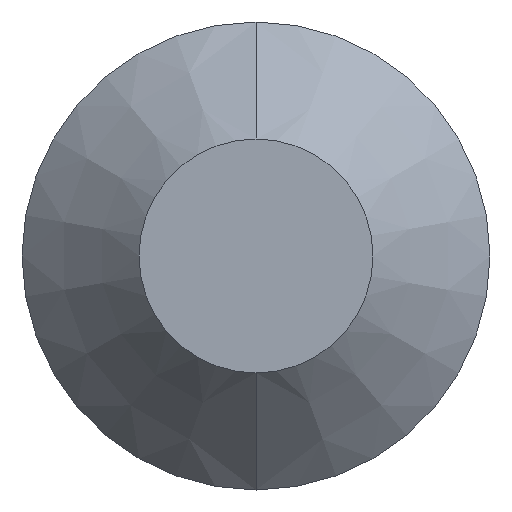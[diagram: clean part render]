
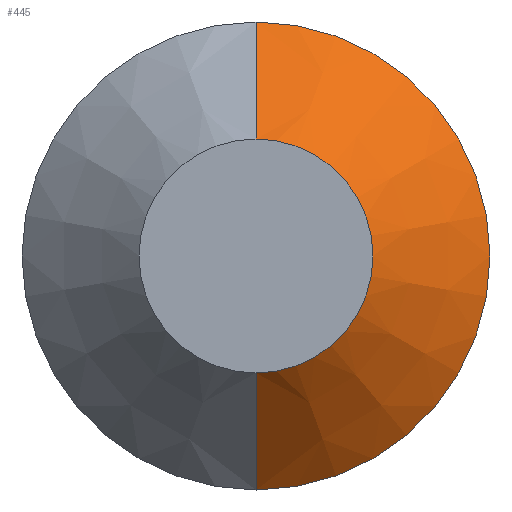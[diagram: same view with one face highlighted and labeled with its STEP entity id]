
A CAD part, front view. The second image highlights one B-rep face of the part: STEP entity #445.
In plain terms, the highlighted conical face has half-angle 45 degrees and reference radius 4 mm.
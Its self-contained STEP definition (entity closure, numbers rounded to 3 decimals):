
#5 = CARTESIAN_POINT ( 'NONE',  ( 0., -2.3, 2. ) ) ;
#9 = CARTESIAN_POINT ( 'NONE',  ( 0., -0.3, 4. ) ) ;
#10 = CARTESIAN_POINT ( 'NONE',  ( 0., -0.3, -4. ) ) ;
#60 = ORIENTED_EDGE ( 'NONE', *, *, #413, .F. ) ;
#61 = ORIENTED_EDGE ( 'NONE', *, *, #417, .T. ) ;
#62 = ORIENTED_EDGE ( 'NONE', *, *, #434, .F. ) ;
#104 = FACE_OUTER_BOUND ( 'NONE', #755, .T. ) ;
#143 = CARTESIAN_POINT ( 'NONE',  ( 0., -2.3, -2. ) ) ;
#206 = DIRECTION ( 'NONE',  ( 0., 0.707, 0.707 ) ) ;
#207 = CARTESIAN_POINT ( 'NONE',  ( 0., -0.3, 4. ) ) ;
#303 = DIRECTION ( 'NONE',  ( 0., 0., 1. ) ) ;
#306 = DIRECTION ( 'NONE',  ( 0., 1., 0. ) ) ;
#308 = CARTESIAN_POINT ( 'NONE',  ( 0., -0.3, 0. ) ) ;
#322 = DIRECTION ( 'NONE',  ( 0., 0., 1. ) ) ;
#323 = DIRECTION ( 'NONE',  ( 0., 1., 0. ) ) ;
#324 = CARTESIAN_POINT ( 'NONE',  ( 0., -0.3, 0. ) ) ;
#413 = EDGE_CURVE ( 'NONE', #801, #797, #711, .T. ) ;
#417 = EDGE_CURVE ( 'NONE', #806, #796, #708, .T. ) ;
#418 = EDGE_CURVE ( 'NONE', #801, #806, #643, .T. ) ;
#434 = EDGE_CURVE ( 'NONE', #797, #796, #654, .T. ) ;
#445 = ADVANCED_FACE ( 'NONE', ( #104 ), #540, .T. ) ;
#500 = DIRECTION ( 'NONE',  ( 0., 0., 1. ) ) ;
#505 = DIRECTION ( 'NONE',  ( 0., 1., 0. ) ) ;
#508 = CARTESIAN_POINT ( 'NONE',  ( 0., -2.3, 0. ) ) ;
#512 = DIRECTION ( 'NONE',  ( 0., 0.707, -0.707 ) ) ;
#516 = CARTESIAN_POINT ( 'NONE',  ( 0., -0.3, -4. ) ) ;
#540 = CONICAL_SURFACE ( 'NONE', #557, 4., 0.785 ) ;
#557 = AXIS2_PLACEMENT_3D ( 'NONE', #324, #323, #322 ) ;
#641 = VECTOR ( 'NONE', #512, 1000. ) ;
#643 = CIRCLE ( 'NONE', #675, 2. ) ;
#652 = AXIS2_PLACEMENT_3D ( 'NONE', #308, #306, #303 ) ;
#653 = VECTOR ( 'NONE', #206, 1000. ) ;
#654 = CIRCLE ( 'NONE', #652, 4. ) ;
#675 = AXIS2_PLACEMENT_3D ( 'NONE', #508, #505, #500 ) ;
#708 = LINE ( 'NONE', #516, #641 ) ;
#711 = LINE ( 'NONE', #207, #653 ) ;
#726 = ORIENTED_EDGE ( 'NONE', *, *, #418, .T. ) ;
#755 = EDGE_LOOP ( 'NONE', ( #726, #61, #62, #60 ) ) ;
#796 = VERTEX_POINT ( 'NONE', #10 ) ;
#797 = VERTEX_POINT ( 'NONE', #9 ) ;
#801 = VERTEX_POINT ( 'NONE', #5 ) ;
#806 = VERTEX_POINT ( 'NONE', #143 ) ;
